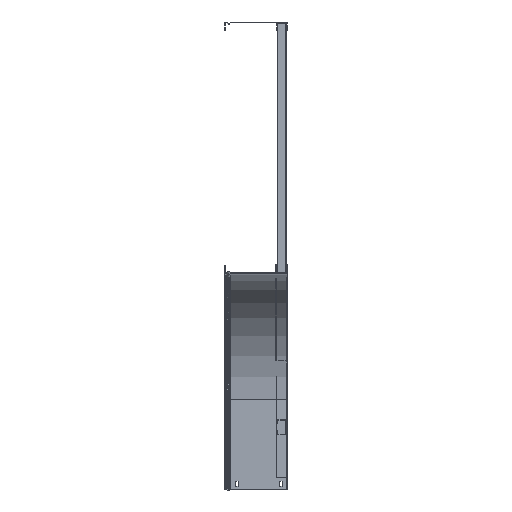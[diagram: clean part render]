
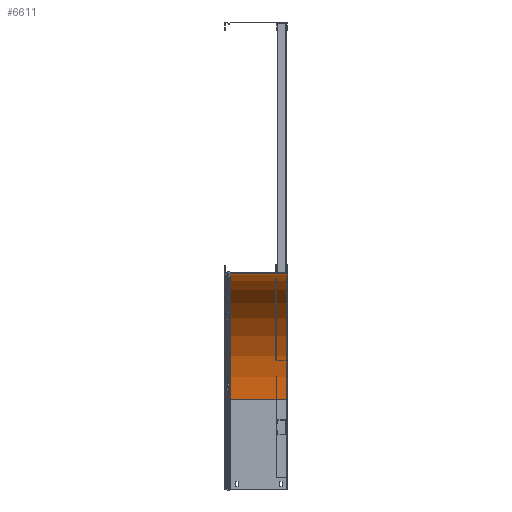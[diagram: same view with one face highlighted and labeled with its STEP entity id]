
A CAD part, left-side view. The second image highlights one B-rep face of the part: STEP entity #6611.
In plain terms, the highlighted cylindrical face has radius 300 mm (diameter 600 mm), a partial arc.
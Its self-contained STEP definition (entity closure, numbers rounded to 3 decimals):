
#119 = VERTEX_POINT ( 'NONE', #3379 ) ;
#861 = VERTEX_POINT ( 'NONE', #1968 ) ;
#1703 = DIRECTION ( 'NONE',  ( 0., 1., 0. ) ) ;
#1968 = CARTESIAN_POINT ( 'NONE',  ( 0., 135.525, -300. ) ) ;
#2483 = CARTESIAN_POINT ( 'NONE',  ( 300., 135.525, 0. ) ) ;
#2493 = DIRECTION ( 'NONE',  ( 0., 0., 1. ) ) ;
#2528 = DIRECTION ( 'NONE',  ( 0., -1., 0. ) ) ;
#2791 = VERTEX_POINT ( 'NONE', #2483 ) ;
#2972 = DIRECTION ( 'NONE',  ( 0., 1., 0. ) ) ;
#3356 = CARTESIAN_POINT ( 'NONE',  ( 0., 0., 0. ) ) ;
#3379 = CARTESIAN_POINT ( 'NONE',  ( 300., 0., 0. ) ) ;
#3419 = EDGE_CURVE ( 'NONE', #119, #2791, #10382, .T. ) ;
#3449 = VECTOR ( 'NONE', #1703, 1000. ) ;
#3598 = CARTESIAN_POINT ( 'NONE',  ( 0., 0., 0. ) ) ;
#4234 = EDGE_CURVE ( 'NONE', #6707, #861, #4578, .T. ) ;
#4293 = VECTOR ( 'NONE', #6242, 1000. ) ;
#4552 = CYLINDRICAL_SURFACE ( 'NONE', #10834, 300. ) ;
#4578 = LINE ( 'NONE', #11517, #4293 ) ;
#4796 = CARTESIAN_POINT ( 'NONE',  ( 0., 135.525, 0. ) ) ;
#5313 = DIRECTION ( 'NONE',  ( 1., 0., 0. ) ) ;
#5411 = ORIENTED_EDGE ( 'NONE', *, *, #7899, .T. ) ;
#5465 = CARTESIAN_POINT ( 'NONE',  ( 0., 0., -300. ) ) ;
#6074 = DIRECTION ( 'NONE',  ( 0., 1., 0. ) ) ;
#6242 = DIRECTION ( 'NONE',  ( 0., 1., 0. ) ) ;
#6277 = CARTESIAN_POINT ( 'NONE',  ( 300., 2.2, 0. ) ) ;
#6611 = ADVANCED_FACE ( 'NONE', ( #10481 ), #4552, .F. ) ;
#6707 = VERTEX_POINT ( 'NONE', #5465 ) ;
#7085 = AXIS2_PLACEMENT_3D ( 'NONE', #3598, #2528, #5313 ) ;
#7546 = ORIENTED_EDGE ( 'NONE', *, *, #4234, .F. ) ;
#7555 = DIRECTION ( 'NONE',  ( 0., 0., 1. ) ) ;
#7650 = EDGE_LOOP ( 'NONE', ( #9694, #9774, #7546, #5411 ) ) ;
#7899 = EDGE_CURVE ( 'NONE', #6707, #119, #10744, .T. ) ;
#8192 = EDGE_CURVE ( 'NONE', #2791, #861, #8789, .T. ) ;
#8789 = CIRCLE ( 'NONE', #10924, 300. ) ;
#9694 = ORIENTED_EDGE ( 'NONE', *, *, #3419, .T. ) ;
#9774 = ORIENTED_EDGE ( 'NONE', *, *, #8192, .T. ) ;
#10382 = LINE ( 'NONE', #6277, #3449 ) ;
#10481 = FACE_OUTER_BOUND ( 'NONE', #7650, .T. ) ;
#10744 = CIRCLE ( 'NONE', #7085, 300. ) ;
#10834 = AXIS2_PLACEMENT_3D ( 'NONE', #3356, #6074, #2493 ) ;
#10924 = AXIS2_PLACEMENT_3D ( 'NONE', #4796, #2972, #7555 ) ;
#11517 = CARTESIAN_POINT ( 'NONE',  ( 0., 2.2, -300. ) ) ;
